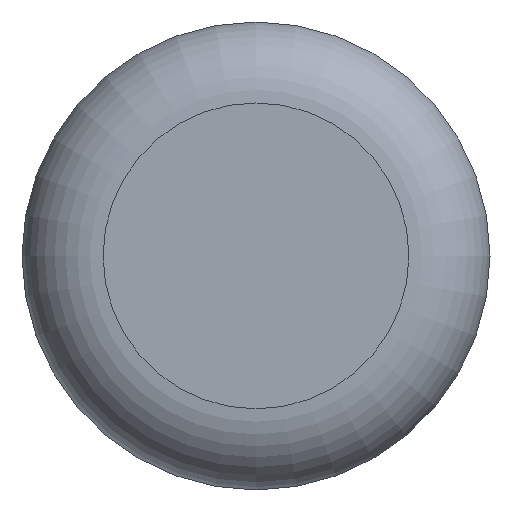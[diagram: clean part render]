
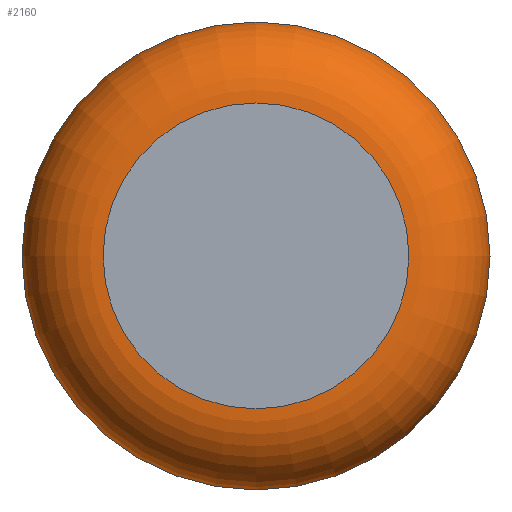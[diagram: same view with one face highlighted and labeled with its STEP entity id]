
A CAD part, top view. The second image highlights one B-rep face of the part: STEP entity #2160.
In plain terms, the highlighted toroidal (fillet/blend) face has major radius 1.307 mm and minor radius 0.7 mm.
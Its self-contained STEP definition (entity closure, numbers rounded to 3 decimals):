
#19=TOROIDAL_SURFACE('',#2307,1.307,0.7);
#157=FACE_OUTER_BOUND('',#275,.T.);
#275=EDGE_LOOP('',(#1931,#1932,#1933,#1934));
#288=CIRCLE('',#2308,1.307);
#289=CIRCLE('',#2309,0.7);
#290=CIRCLE('',#2310,2.);
#948=VERTEX_POINT('',#9487);
#949=VERTEX_POINT('',#9489);
#1279=EDGE_CURVE('',#948,#948,#288,.T.);
#1280=EDGE_CURVE('',#948,#949,#289,.T.);
#1281=EDGE_CURVE('',#949,#949,#290,.T.);
#1931=ORIENTED_EDGE('',*,*,#1279,.T.);
#1932=ORIENTED_EDGE('',*,*,#1280,.T.);
#1933=ORIENTED_EDGE('',*,*,#1281,.T.);
#1934=ORIENTED_EDGE('',*,*,#1280,.F.);
#2160=ADVANCED_FACE('',(#157),#19,.T.);
#2307=AXIS2_PLACEMENT_3D('',#9486,#2666,#2667);
#2308=AXIS2_PLACEMENT_3D('',#9488,#2668,#2669);
#2309=AXIS2_PLACEMENT_3D('',#9490,#2670,#2671);
#2310=AXIS2_PLACEMENT_3D('',#9491,#2672,#2673);
#2666=DIRECTION('center_axis',(0.,0.,1.));
#2667=DIRECTION('ref_axis',(1.,0.,0.));
#2668=DIRECTION('center_axis',(0.,0.,-1.));
#2669=DIRECTION('ref_axis',(1.,0.,0.));
#2670=DIRECTION('center_axis',(0.,-1.,0.));
#2671=DIRECTION('ref_axis',(-1.,0.,0.));
#2672=DIRECTION('center_axis',(0.,0.,1.));
#2673=DIRECTION('ref_axis',(-1.,0.,0.));
#9486=CARTESIAN_POINT('Origin',(0.,0.,14.9));
#9487=CARTESIAN_POINT('',(-1.307,0.,15.6));
#9488=CARTESIAN_POINT('Origin',(0.,0.,15.6));
#9489=CARTESIAN_POINT('',(-2.,0.,15.));
#9490=CARTESIAN_POINT('Origin',(-1.307,0.,
14.9));
#9491=CARTESIAN_POINT('Origin',(0.,0.,15.));
